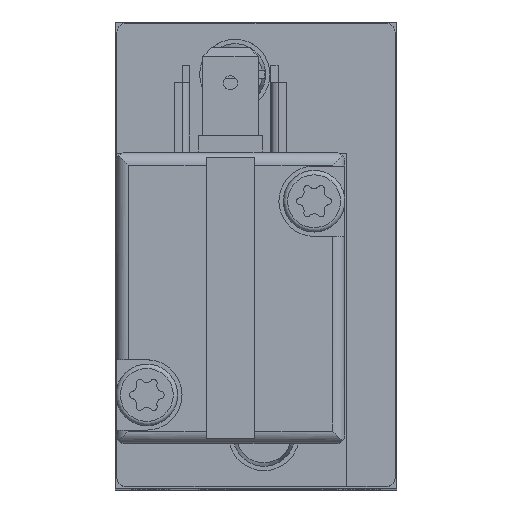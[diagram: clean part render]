
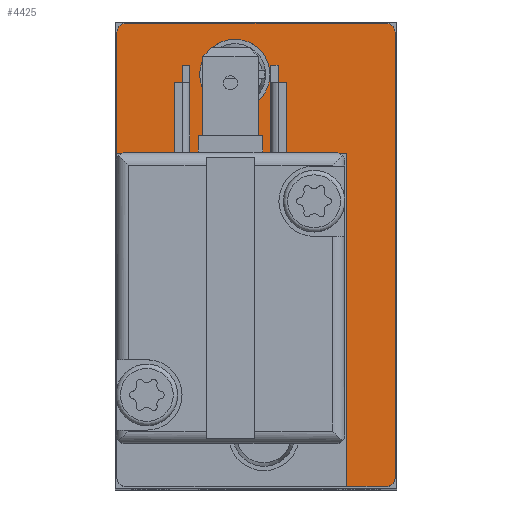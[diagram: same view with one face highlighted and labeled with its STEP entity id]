
A CAD part, top view. The second image highlights one B-rep face of the part: STEP entity #4425.
In plain terms, the highlighted face is planar.
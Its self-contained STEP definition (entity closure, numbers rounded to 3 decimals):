
#150=LINE('',#7685,#514);
#151=LINE('',#7688,#515);
#152=LINE('',#7690,#516);
#153=LINE('',#7694,#517);
#154=LINE('',#7698,#518);
#155=LINE('',#7702,#519);
#514=VECTOR('',#6249,1000.);
#515=VECTOR('',#6250,1000.);
#516=VECTOR('',#6251,1000.);
#517=VECTOR('',#6254,1000.);
#518=VECTOR('',#6257,1000.);
#519=VECTOR('',#6260,1000.);
#878=PLANE('',#5698);
#1041=CIRCLE('',#5699,4.);
#1042=CIRCLE('',#5700,1.);
#1043=CIRCLE('',#5701,1.);
#1044=CIRCLE('',#5702,1.);
#1289=ORIENTED_EDGE('',*,*,#2533,.T.);
#1290=ORIENTED_EDGE('',*,*,#2534,.F.);
#1291=ORIENTED_EDGE('',*,*,#2535,.F.);
#1292=ORIENTED_EDGE('',*,*,#2536,.F.);
#1293=ORIENTED_EDGE('',*,*,#2537,.F.);
#1294=ORIENTED_EDGE('',*,*,#2538,.F.);
#1295=ORIENTED_EDGE('',*,*,#2539,.F.);
#1296=ORIENTED_EDGE('',*,*,#2540,.F.);
#1297=ORIENTED_EDGE('',*,*,#2541,.F.);
#1298=ORIENTED_EDGE('',*,*,#2542,.F.);
#2533=EDGE_CURVE('',#3153,#3153,#1041,.T.);
#2534=EDGE_CURVE('',#3154,#3155,#150,.T.);
#2535=EDGE_CURVE('',#3156,#3154,#151,.T.);
#2536=EDGE_CURVE('',#3157,#3156,#152,.T.);
#2537=EDGE_CURVE('',#3158,#3157,#1042,.T.);
#2538=EDGE_CURVE('',#3159,#3158,#153,.T.);
#2539=EDGE_CURVE('',#3160,#3159,#1043,.T.);
#2540=EDGE_CURVE('',#3161,#3160,#154,.T.);
#2541=EDGE_CURVE('',#3162,#3161,#1044,.T.);
#2542=EDGE_CURVE('',#3155,#3162,#155,.T.);
#3153=VERTEX_POINT('',#7684);
#3154=VERTEX_POINT('',#7686);
#3155=VERTEX_POINT('',#7687);
#3156=VERTEX_POINT('',#7689);
#3157=VERTEX_POINT('',#7691);
#3158=VERTEX_POINT('',#7693);
#3159=VERTEX_POINT('',#7695);
#3160=VERTEX_POINT('',#7697);
#3161=VERTEX_POINT('',#7699);
#3162=VERTEX_POINT('',#7701);
#3611=EDGE_LOOP('',(#1289));
#3612=EDGE_LOOP('',(#1290,#1291,#1292,#1293,#1294,#1295,#1296,#1297,#1298));
#4005=FACE_BOUND('',#3611,.T.);
#4006=FACE_BOUND('',#3612,.T.);
#4425=ADVANCED_FACE('',(#4005,#4006),#878,.F.);
#5698=AXIS2_PLACEMENT_3D('',#7682,#6245,#6246);
#5699=AXIS2_PLACEMENT_3D('',#7683,#6247,#6248);
#5700=AXIS2_PLACEMENT_3D('',#7692,#6252,#6253);
#5701=AXIS2_PLACEMENT_3D('',#7696,#6255,#6256);
#5702=AXIS2_PLACEMENT_3D('',#7700,#6258,#6259);
#6245=DIRECTION('',(0.,1.,0.));
#6246=DIRECTION('',(0.,0.,1.));
#6247=DIRECTION('',(0.,1.,0.));
#6248=DIRECTION('',(0.,0.,1.));
#6249=DIRECTION('',(0.,0.,1.));
#6250=DIRECTION('',(1.,0.,0.));
#6251=DIRECTION('',(0.,0.,1.));
#6252=DIRECTION('',(0.,1.,0.));
#6253=DIRECTION('',(1.,0.,0.));
#6254=DIRECTION('',(-1.,0.,0.));
#6255=DIRECTION('',(0.,1.,0.));
#6256=DIRECTION('',(1.,0.,0.));
#6257=DIRECTION('',(0.,0.,-1.));
#6258=DIRECTION('',(0.,1.,0.));
#6259=DIRECTION('',(1.,0.,0.));
#6260=DIRECTION('',(1.,0.,0.));
#7682=CARTESIAN_POINT('',(1.2,-71.,14.8));
#7683=CARTESIAN_POINT('',(47.,-71.,2.4));
#7684=CARTESIAN_POINT('',(47.,-71.,6.4));
#7685=CARTESIAN_POINT('',(38.,-71.,14.8));
#7686=CARTESIAN_POINT('',(38.,-71.,-10.3));
#7687=CARTESIAN_POINT('',(38.,-71.,15.8));
#7688=CARTESIAN_POINT('',(1.2,-71.,-10.3));
#7689=CARTESIAN_POINT('',(0.2,-71.,-10.3));
#7690=CARTESIAN_POINT('',(0.2,-71.,-14.8));
#7691=CARTESIAN_POINT('',(0.2,-71.,-14.8));
#7692=CARTESIAN_POINT('',(1.2,-71.,-14.8));
#7693=CARTESIAN_POINT('',(1.2,-71.,-15.8));
#7694=CARTESIAN_POINT('',(51.8,-71.,-15.8));
#7695=CARTESIAN_POINT('',(51.8,-71.,-15.8));
#7696=CARTESIAN_POINT('',(51.8,-71.,-14.8));
#7697=CARTESIAN_POINT('',(52.8,-71.,-14.8));
#7698=CARTESIAN_POINT('',(52.8,-71.,14.8));
#7699=CARTESIAN_POINT('',(52.8,-71.,14.8));
#7700=CARTESIAN_POINT('',(51.8,-71.,14.8));
#7701=CARTESIAN_POINT('',(51.8,-71.,15.8));
#7702=CARTESIAN_POINT('',(1.2,-71.,15.8));
